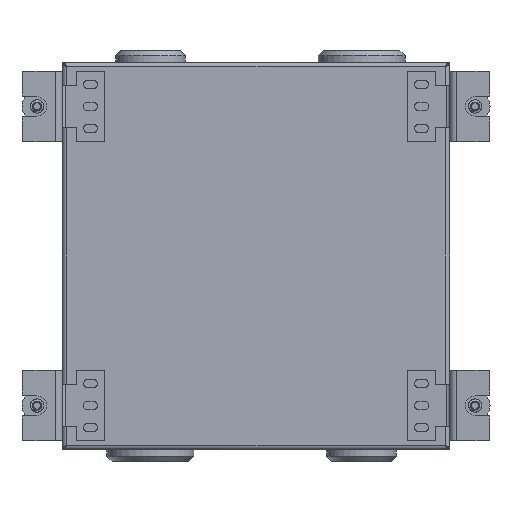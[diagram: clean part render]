
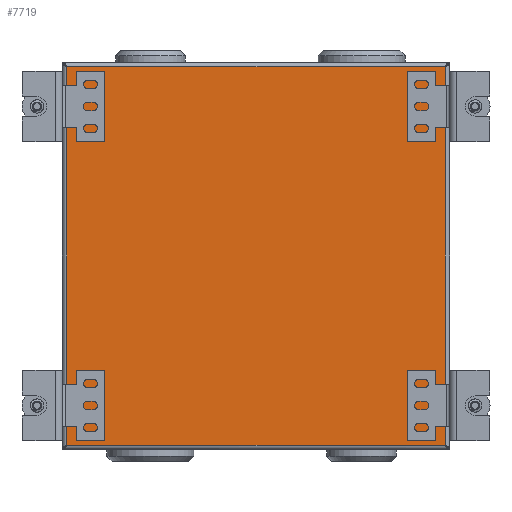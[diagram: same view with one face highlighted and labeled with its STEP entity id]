
A CAD part, front view. The second image highlights one B-rep face of the part: STEP entity #7719.
In plain terms, the highlighted planar face has unit normal (0, -1, 0).
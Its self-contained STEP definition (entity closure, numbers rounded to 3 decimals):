
#28=DIRECTION('',(0.,0.,-1.));
#29=VECTOR('',#28,215.1);
#30=CARTESIAN_POINT('',(107.55,0.,107.55));
#31=LINE('',#30,#29);
#332=DIRECTION('',(-1.,0.,0.));
#333=VECTOR('',#332,215.1);
#334=CARTESIAN_POINT('',(107.55,0.,-107.55));
#335=LINE('',#334,#333);
#380=DIRECTION('',(0.,0.,-1.));
#381=VECTOR('',#380,215.1);
#382=CARTESIAN_POINT('',(-107.55,0.,107.55));
#383=LINE('',#382,#381);
#2018=DIRECTION('',(-1.,0.,0.));
#2019=VECTOR('',#2018,215.1);
#2020=CARTESIAN_POINT('',(107.55,0.,107.55));
#2021=LINE('',#2020,#2019);
#5778=CARTESIAN_POINT('',(107.55,0.,107.55));
#5779=CARTESIAN_POINT('',(107.55,0.,-107.55));
#5780=VERTEX_POINT('',#5778);
#5781=VERTEX_POINT('',#5779);
#5794=CARTESIAN_POINT('',(-107.55,0.,107.55));
#5795=CARTESIAN_POINT('',(-107.55,0.,-107.55));
#5796=VERTEX_POINT('',#5794);
#5797=VERTEX_POINT('',#5795);
#7706=CARTESIAN_POINT('',(-107.55,0.,108.75));
#7707=DIRECTION('',(0.,-1.,0.));
#7708=DIRECTION('',(1.,0.,0.));
#7709=AXIS2_PLACEMENT_3D('',#7706,#7707,#7708);
#7710=PLANE('',#7709);
#7711=ORIENTED_EDGE('',*,*,#7697,.T.);
#7713=ORIENTED_EDGE('',*,*,#7712,.F.);
#7715=ORIENTED_EDGE('',*,*,#7714,.F.);
#7716=ORIENTED_EDGE('',*,*,#7239,.T.);
#7717=EDGE_LOOP('',(#7711,#7713,#7715,#7716));
#7718=FACE_OUTER_BOUND('',#7717,.F.);
#7719=ADVANCED_FACE('',(#7718),#7710,.T.);
#7239=EDGE_CURVE('',#5780,#5781,#31,.T.);
#7697=EDGE_CURVE('',#5781,#5797,#335,.T.);
#7712=EDGE_CURVE('',#5796,#5797,#383,.T.);
#7714=EDGE_CURVE('',#5780,#5796,#2021,.T.);
